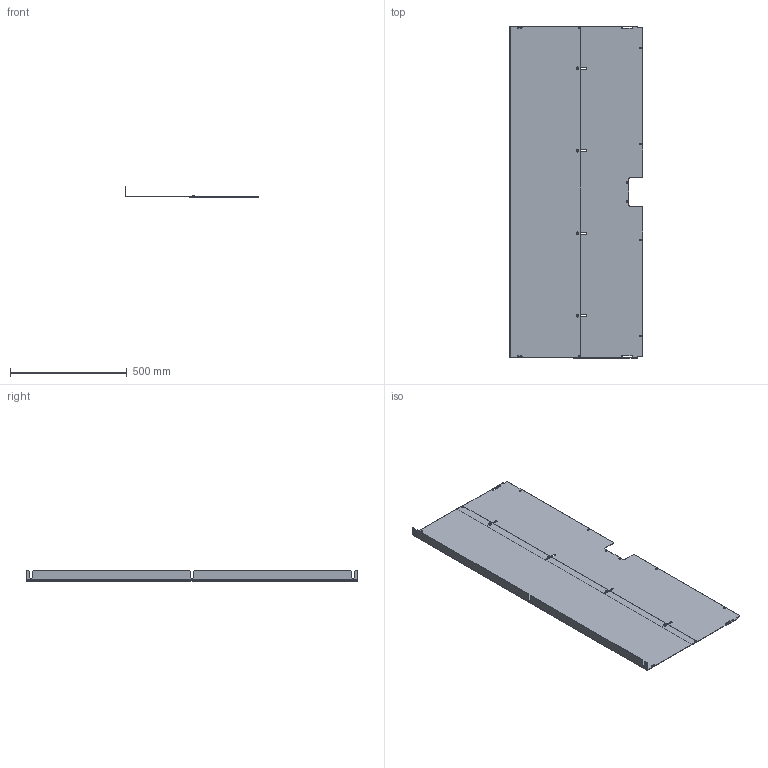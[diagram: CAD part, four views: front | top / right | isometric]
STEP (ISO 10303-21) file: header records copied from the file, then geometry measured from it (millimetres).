
FILE_DESCRIPTION (( 'STEP AP214' ), '1' );
FILE_NAME ('SCE-BP5624.STEP', '2021-01-08T21:33:47', ( '' ), ( '' ), 'SwSTEP 2.0', 'SolidWorks 2019', '' );
FILE_SCHEMA (( 'AUTOMOTIVE_DESIGN' ));
Length unit declared in the file: inch
Products named in the file (4): SCE-BP5624; 100032; MODEL-282-REAR-BARRIER; MODEL-282-FRONT-BARRIER
Assembly tree (6 placements, depth 2):
  SCE-BP5624
    MODEL-282-FRONT-BARRIER
    MODEL-282-REAR-BARRIER
    100032  x4
Bounding box: 569.98 x 1420.81 x 43.18 mm (x, y, z)
Volume: 1712561.3 mm3; surface area: 1814047.6 mm2
Topology: 6 solids, 6 shells, 146 faces, 386 edges, 256 vertices
Faces by surface type: cylinder 71, plane 63, cone 12
Full cylindrical faces by diameter (mm): 5.537 x2, 6.35 x10, 8.712 x4, 8.738 x4, 11.176 x4
Entity records: 5617 total; most frequent: DIRECTION 698, CARTESIAN_POINT 664, ORIENTED_EDGE 630, EDGE_CURVE 315, AXIS2_PLACEMENT_3D 255, VERTEX_POINT 221, VECTOR 188, LINE 188
